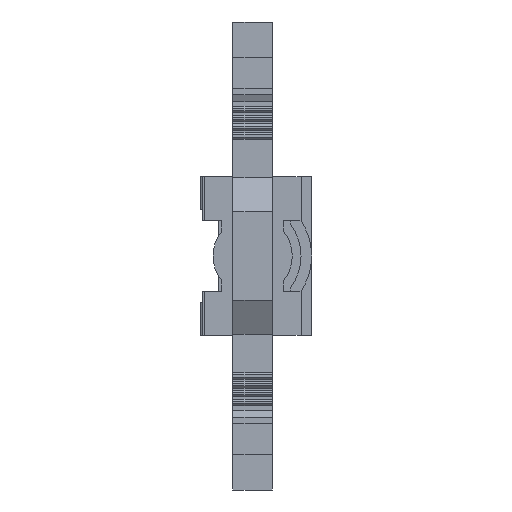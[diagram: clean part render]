
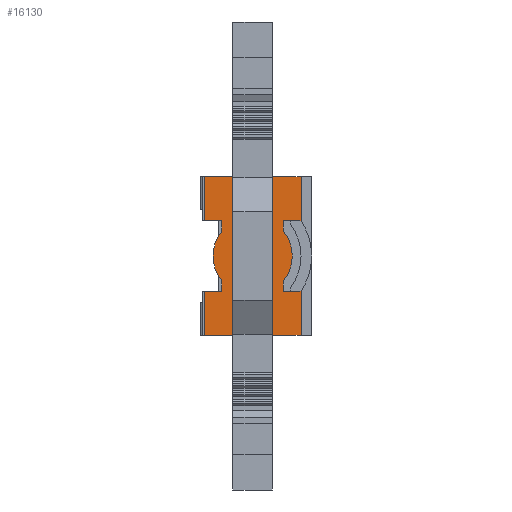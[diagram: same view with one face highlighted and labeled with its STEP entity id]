
A CAD part, front view. The second image highlights one B-rep face of the part: STEP entity #16130.
In plain terms, the highlighted planar face has unit normal (0, -1, 0).
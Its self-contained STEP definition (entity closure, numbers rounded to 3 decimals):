
#3410=CARTESIAN_POINT('',(302.5,195.273,-18.));
#3420=VERTEX_POINT('',#3410);
#4650=CARTESIAN_POINT('',(291.5,195.273,-18.));
#4660=VERTEX_POINT('',#4650);
#4690=CARTESIAN_POINT('',(293.2,195.273,-18.));
#4700=DIRECTION('',(1.,0.,0.));
#4710=VECTOR('',#4700,1.);
#4720=LINE('',#4690,#4710);
#4730=EDGE_CURVE('',#4660,#3420,#4720,.T.);
#4940=CARTESIAN_POINT('',(302.5,195.273,-13.));
#4950=VERTEX_POINT('',#4940);
#5220=CARTESIAN_POINT('',(302.5,195.273,0.));
#5230=DIRECTION('',(0.,0.,1.));
#5240=VECTOR('',#5230,1.);
#5250=LINE('',#5220,#5240);
#5260=EDGE_CURVE('',#3420,#4950,#5250,.T.);
#5430=CARTESIAN_POINT('',(302.5,195.273,0.));
#5440=DIRECTION('',(0.,0.,1.));
#5450=VECTOR('',#5440,1.);
#5460=LINE('',#5430,#5450);
#5470=CARTESIAN_POINT('',(302.5,195.273,-5.));
#5480=VERTEX_POINT('',#5470);
#5490=CARTESIAN_POINT('',(302.5,195.273,0.));
#5500=VERTEX_POINT('',#5490);
#5510=EDGE_CURVE('',#5480,#5500,#5460,.T.);
#10960=CARTESIAN_POINT('',(297.,195.273,-9.));
#10970=DIRECTION('',(0.,-1.,0.));
#10980=DIRECTION('',(0.,0.,-1.));
#10990=AXIS2_PLACEMENT_3D('',#10960,#10970,#10980);
#11000=CIRCLE('',#10990,4.5);
#11010=CARTESIAN_POINT('',(300.5,195.273,-11.828
));
#11020=VERTEX_POINT('',#11010);
#11030=CARTESIAN_POINT('',(300.5,195.273,-6.172
));
#11040=VERTEX_POINT('',#11030);
#11050=EDGE_CURVE('',#11020,#11040,#11000,.T.);
#11860=CARTESIAN_POINT('',(291.5,195.273,-5.));
#11870=VERTEX_POINT('',#11860);
#12200=CARTESIAN_POINT('',(291.5,195.273,0.));
#12210=VERTEX_POINT('',#12200);
#12240=CARTESIAN_POINT('',(291.5,195.273,0.));
#12250=DIRECTION('',(0.,0.,1.));
#12260=VECTOR('',#12250,1.);
#12270=LINE('',#12240,#12260);
#12280=EDGE_CURVE('',#11870,#12210,#12270,.T.);
#14450=CARTESIAN_POINT('',(294.73,195.273,-9.));
#14460=DIRECTION('',(0.,-1.,0.));
#14470=DIRECTION('',(0.,0.,-1.));
#14480=AXIS2_PLACEMENT_3D('',#14450,#14460,#14470);
#14490=PLANE('',#14480);
#14500=CARTESIAN_POINT('',(297.,195.273,-9.));
#14510=DIRECTION('',(0.,1.,0.));
#14520=DIRECTION('',(1.,0.,0.));
#14530=AXIS2_PLACEMENT_3D('',#14500,#14510,#14520);
#14540=CIRCLE('',#14530,1.88);
#14550=CARTESIAN_POINT('',(298.88,195.273,-9.));
#14560=VERTEX_POINT('',#14550);
#14570=CARTESIAN_POINT('',(295.12,195.273,-9.));
#14580=VERTEX_POINT('',#14570);
#14590=EDGE_CURVE('',#14560,#14580,#14540,.T.);
#14600=ORIENTED_EDGE('',*,*,#14590,.T.);
#14610=EDGE_CURVE('',#14580,#14560,#14540,.T.);
#14620=ORIENTED_EDGE('',*,*,#14610,.T.);
#14630=EDGE_LOOP('',(#14620,#14600));
#14640=FACE_BOUND('',#14630,.T.);
#14650=CARTESIAN_POINT('',(0.,195.273,-5.));
#14660=DIRECTION('',(1.,0.,0.));
#14670=VECTOR('',#14660,1.);
#14680=LINE('',#14650,#14670);
#14690=CARTESIAN_POINT('',(300.5,195.273,-5.));
#14700=VERTEX_POINT('',#14690);
#14710=EDGE_CURVE('',#14700,#5480,#14680,.T.);
#14720=ORIENTED_EDGE('',*,*,#14710,.T.);
#14730=CARTESIAN_POINT('',(300.5,195.273,0.));
#14740=DIRECTION('',(0.,0.,-1.));
#14750=VECTOR('',#14740,1.);
#14760=LINE('',#14730,#14750);
#14770=EDGE_CURVE('',#14700,#11040,#14760,.T.);
#14780=ORIENTED_EDGE('',*,*,#14770,.F.);
#14790=ORIENTED_EDGE('',*,*,#11050,.T.);
#14800=CARTESIAN_POINT('',(300.5,195.273,0.));
#14810=DIRECTION('',(0.,0.,-1.));
#14820=VECTOR('',#14810,1.);
#14830=LINE('',#14800,#14820);
#14840=CARTESIAN_POINT('',(300.5,195.273,-13.));
#14850=VERTEX_POINT('',#14840);
#14860=EDGE_CURVE('',#11020,#14850,#14830,.T.);
#14870=ORIENTED_EDGE('',*,*,#14860,.F.);
#14880=CARTESIAN_POINT('',(0.,195.273,-13.));
#14890=DIRECTION('',(-1.,0.,0.));
#14900=VECTOR('',#14890,1.);
#14910=LINE('',#14880,#14900);
#14920=EDGE_CURVE('',#4950,#14850,#14910,.T.);
#14930=ORIENTED_EDGE('',*,*,#14920,.T.);
#14940=ORIENTED_EDGE('',*,*,#5260,.T.);
#14950=ORIENTED_EDGE('',*,*,#4730,.T.);
#14960=CARTESIAN_POINT('',(291.5,195.273,0.));
#14970=DIRECTION('',(0.,0.,1.));
#14980=VECTOR('',#14970,1.);
#14990=LINE('',#14960,#14980);
#15000=CARTESIAN_POINT('',(291.5,195.273,-13.));
#15010=VERTEX_POINT('',#15000);
#15020=EDGE_CURVE('',#4660,#15010,#14990,.T.);
#15030=ORIENTED_EDGE('',*,*,#15020,.F.);
#15040=CARTESIAN_POINT('',(0.,195.273,-13.));
#15050=DIRECTION('',(1.,0.,0.));
#15060=VECTOR('',#15050,1.);
#15070=LINE('',#15040,#15060);
#15080=CARTESIAN_POINT('',(293.5,195.273,-13.));
#15090=VERTEX_POINT('',#15080);
#15100=EDGE_CURVE('',#15010,#15090,#15070,.T.);
#15110=ORIENTED_EDGE('',*,*,#15100,.F.);
#15120=CARTESIAN_POINT('',(293.5,195.273,0.));
#15130=DIRECTION('',(0.,0.,1.));
#15140=VECTOR('',#15130,1.);
#15150=LINE('',#15120,#15140);
#15160=CARTESIAN_POINT('',(293.5,195.273,-11.828
));
#15170=VERTEX_POINT('',#15160);
#15180=EDGE_CURVE('',#15090,#15170,#15150,.T.);
#15190=ORIENTED_EDGE('',*,*,#15180,.F.);
#15200=CARTESIAN_POINT('',(297.,195.273,-9.));
#15210=DIRECTION('',(0.,-1.,0.));
#15220=DIRECTION('',(0.,0.,-1.));
#15230=AXIS2_PLACEMENT_3D('',#15200,#15210,#15220);
#15240=CIRCLE('',#15230,4.5);
#15250=CARTESIAN_POINT('',(293.5,195.273,-6.172
));
#15260=VERTEX_POINT('',#15250);
#15270=EDGE_CURVE('',#15260,#15170,#15240,.T.);
#15280=ORIENTED_EDGE('',*,*,#15270,.T.);
#15290=CARTESIAN_POINT('',(293.5,195.273,0.));
#15300=DIRECTION('',(0.,0.,1.));
#15310=VECTOR('',#15300,1.);
#15320=LINE('',#15290,#15310);
#15330=CARTESIAN_POINT('',(293.5,195.273,-5.));
#15340=VERTEX_POINT('',#15330);
#15350=EDGE_CURVE('',#15260,#15340,#15320,.T.);
#15360=ORIENTED_EDGE('',*,*,#15350,.F.);
#15370=CARTESIAN_POINT('',(0.,195.273,-5.));
#15380=DIRECTION('',(1.,0.,0.));
#15390=VECTOR('',#15380,1.);
#15400=LINE('',#15370,#15390);
#15410=EDGE_CURVE('',#11870,#15340,#15400,.T.);
#15420=ORIENTED_EDGE('',*,*,#15410,.T.);
#15430=ORIENTED_EDGE('',*,*,#12280,.F.);
#15440=CARTESIAN_POINT('',(293.2,195.273,0.));
#15450=DIRECTION('',(1.,0.,0.));
#15460=VECTOR('',#15450,1.);
#15470=LINE('',#15440,#15460);
#15480=EDGE_CURVE('',#12210,#5500,#15470,.T.);
#15490=ORIENTED_EDGE('',*,*,#15480,.F.);
#15500=ORIENTED_EDGE('',*,*,#5510,.T.);
#15510=EDGE_LOOP('',(#15500,#15490,#15430,#15420,#15360,#15280,#15190,
#15110,#15030,#14950,#14940,#14930,#14870,#14790,#14780,#14720));
#15520=FACE_OUTER_BOUND('',#15510,.T.);
#15530=CARTESIAN_POINT('',(294.75,195.273,0.));
#15540=DIRECTION('',(0.,0.,1.));
#15550=VECTOR('',#15540,1.);
#15560=LINE('',#15530,#15550);
#15570=CARTESIAN_POINT('',(294.75,195.273,-7.046
));
#15580=VERTEX_POINT('',#15570);
#15590=CARTESIAN_POINT('',(294.75,195.273,-4.25
));
#15600=VERTEX_POINT('',#15590);
#15610=EDGE_CURVE('',#15580,#15600,#15560,.T.);
#15620=ORIENTED_EDGE('',*,*,#15610,.T.);
#15630=CARTESIAN_POINT('',(0.,195.273,-7.046));
#15640=DIRECTION('',(1.,0.,0.));
#15650=VECTOR('',#15640,1.);
#15660=LINE('',#15630,#15650);
#15670=CARTESIAN_POINT('',(299.25,195.273,-7.046
));
#15680=VERTEX_POINT('',#15670);
#15690=EDGE_CURVE('',#15580,#15680,#15660,.T.);
#15700=ORIENTED_EDGE('',*,*,#15690,.F.);
#15710=CARTESIAN_POINT('',(299.25,195.273,0.));
#15720=DIRECTION('',(0.,0.,1.));
#15730=VECTOR('',#15720,1.);
#15740=LINE('',#15710,#15730);
#15750=CARTESIAN_POINT('',(299.25,195.273,-4.25
));
#15760=VERTEX_POINT('',#15750);
#15770=EDGE_CURVE('',#15680,#15760,#15740,.T.);
#15780=ORIENTED_EDGE('',*,*,#15770,.F.);
#15790=CARTESIAN_POINT('',(0.,195.273,-4.25));
#15800=DIRECTION('',(-1.,0.,0.));
#15810=VECTOR('',#15800,1.);
#15820=LINE('',#15790,#15810);
#15830=EDGE_CURVE('',#15760,#15600,#15820,.T.);
#15840=ORIENTED_EDGE('',*,*,#15830,.F.);
#15850=EDGE_LOOP('',(#15840,#15780,#15700,#15620));
#15860=FACE_BOUND('',#15850,.T.);
#15870=CARTESIAN_POINT('',(299.25,195.273,-13.75));
#15880=VERTEX_POINT('',#15870);
#15890=CARTESIAN_POINT('',(299.25,195.273,-10.954));
#15900=VERTEX_POINT('',#15890);
#15910=EDGE_CURVE('',#15880,#15900,#15740,.T.);
#15920=ORIENTED_EDGE('',*,*,#15910,.F.);
#15930=CARTESIAN_POINT('',(0.,195.273,-10.954));
#15940=DIRECTION('',(-1.,0.,0.));
#15950=VECTOR('',#15940,1.);
#15960=LINE('',#15930,#15950);
#15970=CARTESIAN_POINT('',(294.75,195.273,-10.954));
#15980=VERTEX_POINT('',#15970);
#15990=EDGE_CURVE('',#15900,#15980,#15960,.T.);
#16000=ORIENTED_EDGE('',*,*,#15990,.F.);
#16010=CARTESIAN_POINT('',(294.75,195.273,-13.75));
#16020=VERTEX_POINT('',#16010);
#16030=EDGE_CURVE('',#16020,#15980,#15560,.T.);
#16040=ORIENTED_EDGE('',*,*,#16030,.T.);
#16050=CARTESIAN_POINT('',(0.,195.273,-13.75));
#16060=DIRECTION('',(1.,0.,0.));
#16070=VECTOR('',#16060,1.);
#16080=LINE('',#16050,#16070);
#16090=EDGE_CURVE('',#16020,#15880,#16080,.T.);
#16100=ORIENTED_EDGE('',*,*,#16090,.F.);
#16110=EDGE_LOOP('',(#16100,#16040,#16000,#15920));
#16120=FACE_BOUND('',#16110,.T.);
#16130=ADVANCED_FACE('',(#14640,#15520,#15860,#16120),#14490,.T.);
